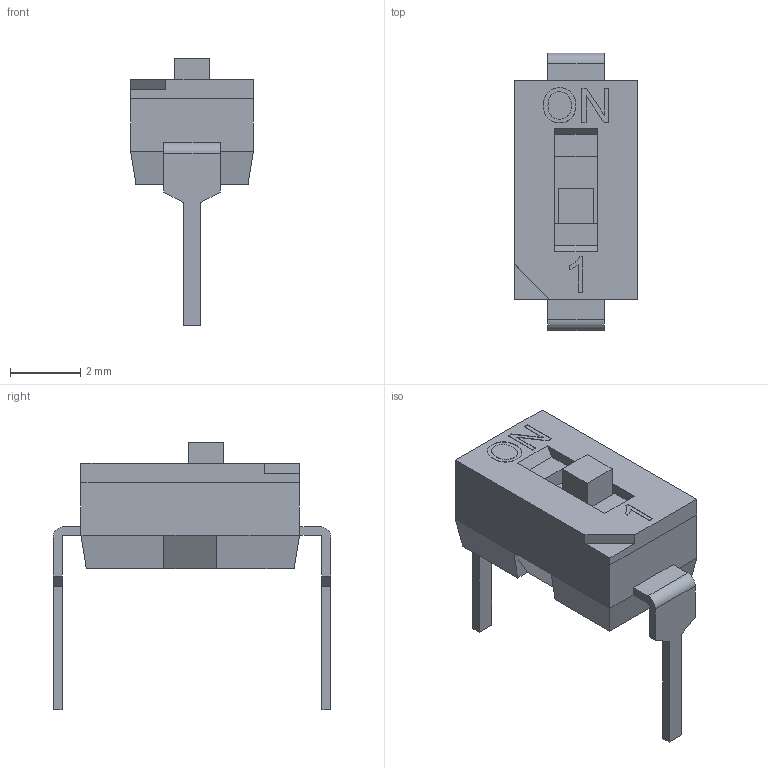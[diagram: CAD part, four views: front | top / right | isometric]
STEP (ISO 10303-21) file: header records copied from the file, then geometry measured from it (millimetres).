
FILE_DESCRIPTION( ( 'Unknown' ), '1' );
FILE_NAME( '418127270901.stp', 'Unknown', ( 'Unknown' ), ( 'Unknown' ), 'PSStep 17.0.49', 'Unknown', ' ' );
FILE_SCHEMA( ( 'AUTOMOTIVE_DESIGN { 1 0 10303 214 1 1 1 1 }' ) );
Length unit declared in the file: millimetre
Products named in the file (7): Assem1; Base 01; Terminal_front; Terminal_back; Cover 01; Actuator; Contact
Assembly tree (6 placements, depth 2):
  Assem1
    Base 01
    Terminal_front
    Terminal_back
    Cover 01
    Actuator
    Contact
Bounding box: 3.48 x 7.87 x 7.6 mm (x, y, z)
Volume: 58.4 mm3; surface area: 267.5 mm2
Topology: 6 solids, 6 shells, 198 faces, 531 edges, 349 vertices
Faces by surface type: plane 171, cylinder 23, extrusion 4
Full cylindrical faces by diameter (mm): 0.45 x2, 0.5 x4, 1.9 x1
Entity records: 7898 total; most frequent: CARTESIAN_POINT 1305, ORIENTED_EDGE 1034, DIRECTION 941, EDGE_CURVE 517, VECTOR 427, LINE 423, VERTEX_POINT 344, AXIS2_PLACEMENT_3D 257
